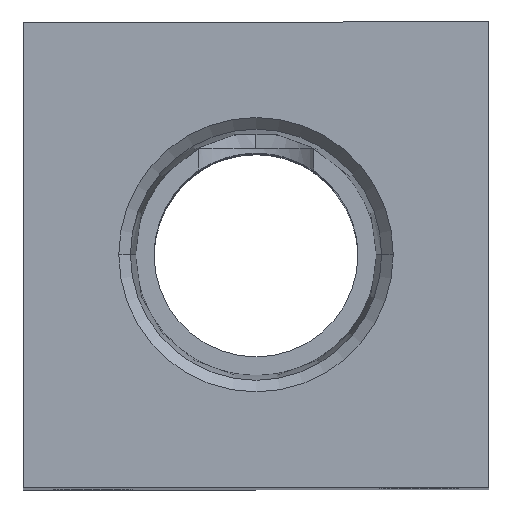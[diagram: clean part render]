
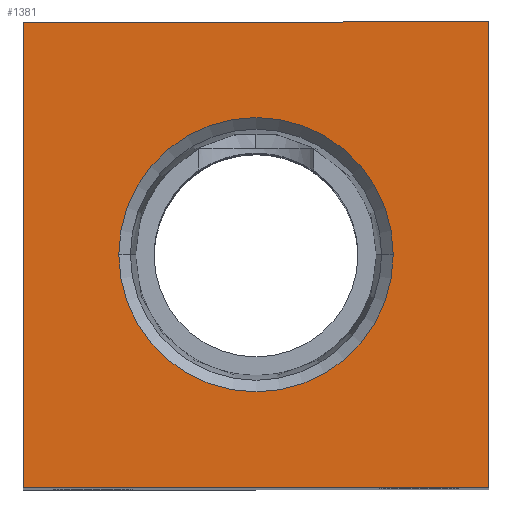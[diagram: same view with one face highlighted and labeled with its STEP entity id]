
A CAD part, top view. The second image highlights one B-rep face of the part: STEP entity #1381.
In plain terms, the highlighted planar face has unit normal (0, 0, 1).
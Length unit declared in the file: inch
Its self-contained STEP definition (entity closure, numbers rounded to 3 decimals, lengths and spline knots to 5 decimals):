
#164 = LINE ( 'NONE', #459, #1557 ) ;
#166 = EDGE_CURVE ( 'NONE', #2247, #300, #2149, .T. ) ;
#300 = VERTEX_POINT ( 'NONE', #1469 ) ;
#368 = VECTOR ( 'NONE', #1929, 39.37008 ) ;
#393 = ORIENTED_EDGE ( 'NONE', *, *, #1548, .F. ) ;
#415 = VECTOR ( 'NONE', #998, 39.37008 ) ;
#442 = ORIENTED_EDGE ( 'NONE', *, *, #894, .F. ) ;
#443 = CIRCLE ( 'NONE', #1087, 0.29487 ) ;
#457 = DIRECTION ( 'NONE',  ( 1., 0., 0. ) ) ;
#459 = CARTESIAN_POINT ( 'NONE',  ( 0.5, -0.5, 1.625 ) ) ;
#628 = VECTOR ( 'NONE', #2306, 39.37008 ) ;
#803 = EDGE_CURVE ( 'NONE', #300, #1809, #1085, .T. ) ;
#840 = CARTESIAN_POINT ( 'NONE',  ( -0.5, 0.5, 1.625 ) ) ;
#855 = VERTEX_POINT ( 'NONE', #1935 ) ;
#860 = ORIENTED_EDGE ( 'NONE', *, *, #803, .T. ) ;
#875 = CIRCLE ( 'NONE', #1985, 0.29487 ) ;
#876 = CARTESIAN_POINT ( 'NONE',  ( -0.5, -0.5, 1.625 ) ) ;
#891 = AXIS2_PLACEMENT_3D ( 'NONE', #1721, #1609, #1644 ) ;
#894 = EDGE_CURVE ( 'NONE', #855, #1711, #443, .T. ) ;
#998 = DIRECTION ( 'NONE',  ( 0., -1., 0. ) ) ;
#1046 = ORIENTED_EDGE ( 'NONE', *, *, #1764, .T. ) ;
#1085 = LINE ( 'NONE', #1642, #628 ) ;
#1087 = AXIS2_PLACEMENT_3D ( 'NONE', #1521, #1576, #1506 ) ;
#1108 = CARTESIAN_POINT ( 'NONE',  ( 0.29487, 0., 1.625 ) ) ;
#1259 = VERTEX_POINT ( 'NONE', #1975 ) ;
#1361 = ORIENTED_EDGE ( 'NONE', *, *, #1941, .T. ) ;
#1381 = ADVANCED_FACE ( 'NONE', ( #1674, #2161 ), #1654, .T. ) ;
#1466 = DIRECTION ( 'NONE',  ( 1., 0., 0. ) ) ;
#1469 = CARTESIAN_POINT ( 'NONE',  ( 0.5, 0.5, 1.625 ) ) ;
#1475 = DIRECTION ( 'NONE',  ( 0., 0., 1. ) ) ;
#1486 = CARTESIAN_POINT ( 'NONE',  ( 0., 0., 1.625 ) ) ;
#1506 = DIRECTION ( 'NONE',  ( 1., 0., 0. ) ) ;
#1521 = CARTESIAN_POINT ( 'NONE',  ( 0., 0., 1.625 ) ) ;
#1548 = EDGE_CURVE ( 'NONE', #1711, #855, #875, .T. ) ;
#1557 = VECTOR ( 'NONE', #457, 39.37008 ) ;
#1576 = DIRECTION ( 'NONE',  ( 0., 0., 1. ) ) ;
#1609 = DIRECTION ( 'NONE',  ( 0., 0., 1. ) ) ;
#1642 = CARTESIAN_POINT ( 'NONE',  ( 0.5, 0.5, 1.625 ) ) ;
#1644 = DIRECTION ( 'NONE',  ( 1., 0., 0. ) ) ;
#1654 = PLANE ( 'NONE',  #891 ) ;
#1674 = FACE_BOUND ( 'NONE', #1687, .T. ) ;
#1687 = EDGE_LOOP ( 'NONE', ( #393, #442 ) ) ;
#1711 = VERTEX_POINT ( 'NONE', #1108 ) ;
#1721 = CARTESIAN_POINT ( 'NONE',  ( 0., 0., 1.625 ) ) ;
#1764 = EDGE_CURVE ( 'NONE', #1809, #1259, #1800, .T. ) ;
#1800 = LINE ( 'NONE', #876, #415 ) ;
#1809 = VERTEX_POINT ( 'NONE', #840 ) ;
#1866 = ORIENTED_EDGE ( 'NONE', *, *, #166, .T. ) ;
#1929 = DIRECTION ( 'NONE',  ( 0., 1., 0. ) ) ;
#1933 = CARTESIAN_POINT ( 'NONE',  ( 0.5, -0.5, 1.625 ) ) ;
#1935 = CARTESIAN_POINT ( 'NONE',  ( -0.29487, 0., 1.625 ) ) ;
#1940 = EDGE_LOOP ( 'NONE', ( #1046, #1361, #1866, #860 ) ) ;
#1941 = EDGE_CURVE ( 'NONE', #1259, #2247, #164, .T. ) ;
#1975 = CARTESIAN_POINT ( 'NONE',  ( -0.5, -0.5, 1.625 ) ) ;
#1985 = AXIS2_PLACEMENT_3D ( 'NONE', #1486, #1475, #1466 ) ;
#2149 = LINE ( 'NONE', #1933, #368 ) ;
#2161 = FACE_OUTER_BOUND ( 'NONE', #1940, .T. ) ;
#2204 = CARTESIAN_POINT ( 'NONE',  ( 0.5, -0.5, 1.625 ) ) ;
#2247 = VERTEX_POINT ( 'NONE', #2204 ) ;
#2306 = DIRECTION ( 'NONE',  ( -1., 0., 0. ) ) ;
